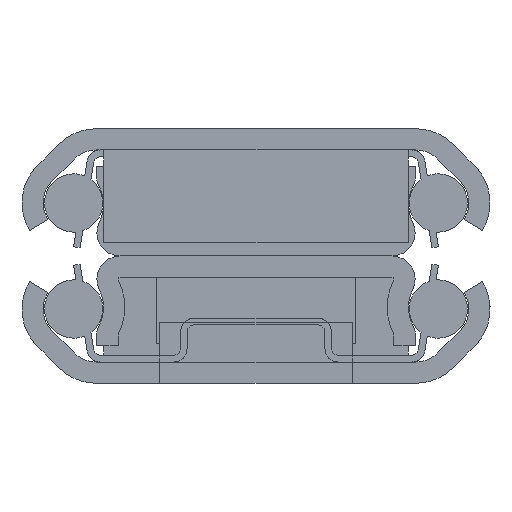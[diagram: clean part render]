
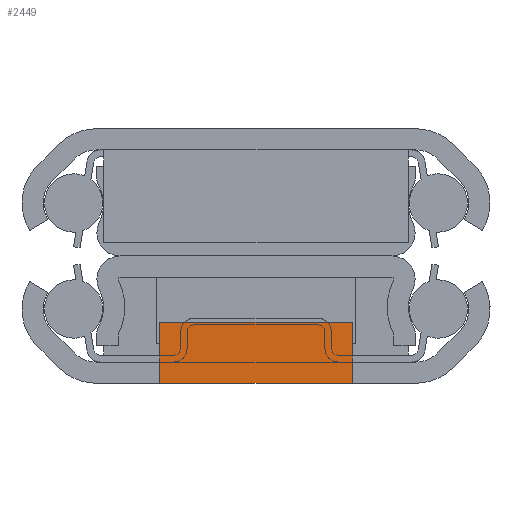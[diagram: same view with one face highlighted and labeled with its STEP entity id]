
A CAD part, left-side view. The second image highlights one B-rep face of the part: STEP entity #2449.
In plain terms, the highlighted face is planar.
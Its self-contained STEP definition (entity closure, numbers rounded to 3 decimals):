
#87 = DIRECTION ( 'NONE',  ( -1., 0., 0. ) ) ;
#190 = CARTESIAN_POINT ( 'NONE',  ( -5., -7.25, 276.4 ) ) ;
#306 = DIRECTION ( 'NONE',  ( -1., 0., 0. ) ) ;
#379 = LINE ( 'NONE', #5059, #4313 ) ;
#467 = ORIENTED_EDGE ( 'NONE', *, *, #2251, .T. ) ;
#472 = CARTESIAN_POINT ( 'NONE',  ( -9.6, 7.25, 276.4 ) ) ;
#696 = CARTESIAN_POINT ( 'NONE',  ( -8., -7.25, 276.4 ) ) ;
#700 = EDGE_CURVE ( 'NONE', #1434, #4902, #804, .T. ) ;
#793 = VERTEX_POINT ( 'NONE', #3149 ) ;
#804 = LINE ( 'NONE', #190, #2418 ) ;
#907 = DIRECTION ( 'NONE',  ( 0., 0., -1. ) ) ;
#917 = DIRECTION ( 'NONE',  ( 0., -1., 0. ) ) ;
#935 = EDGE_CURVE ( 'NONE', #793, #2014, #4235, .T. ) ;
#1041 = EDGE_LOOP ( 'NONE', ( #467, #3041, #4943, #3291, #5744, #5715 ) ) ;
#1301 = LINE ( 'NONE', #696, #4990 ) ;
#1434 = VERTEX_POINT ( 'NONE', #4876 ) ;
#1502 = CARTESIAN_POINT ( 'NONE',  ( -8., 7.25, 276.4 ) ) ;
#1515 = CARTESIAN_POINT ( 'NONE',  ( -5., 7.25, 276.4 ) ) ;
#1906 = AXIS2_PLACEMENT_3D ( 'NONE', #1502, #907, #306 ) ;
#2014 = VERTEX_POINT ( 'NONE', #3416 ) ;
#2134 = LINE ( 'NONE', #1515, #3326 ) ;
#2251 = EDGE_CURVE ( 'NONE', #5229, #4844, #379, .T. ) ;
#2418 = VECTOR ( 'NONE', #5501, 1000. ) ;
#2426 = DIRECTION ( 'NONE',  ( -1., 0., 0. ) ) ;
#2449 = ADVANCED_FACE ( 'NONE', ( #4196 ), #5749, .F. ) ;
#2767 = VECTOR ( 'NONE', #2426, 1000. ) ;
#2843 = VECTOR ( 'NONE', #3680, 1000. ) ;
#3041 = ORIENTED_EDGE ( 'NONE', *, *, #3871, .F. ) ;
#3046 = CARTESIAN_POINT ( 'NONE',  ( -5., 7.25, 276.4 ) ) ;
#3149 = CARTESIAN_POINT ( 'NONE',  ( -5., 7.25, 276.4 ) ) ;
#3291 = ORIENTED_EDGE ( 'NONE', *, *, #5677, .F. ) ;
#3326 = VECTOR ( 'NONE', #917, 1000. ) ;
#3416 = CARTESIAN_POINT ( 'NONE',  ( -8., 7.25, 276.4 ) ) ;
#3680 = DIRECTION ( 'NONE',  ( -1., 0., 0. ) ) ;
#3871 = EDGE_CURVE ( 'NONE', #4902, #4844, #1301, .T. ) ;
#4196 = FACE_OUTER_BOUND ( 'NONE', #1041, .T. ) ;
#4235 = LINE ( 'NONE', #3046, #2767 ) ;
#4271 = CARTESIAN_POINT ( 'NONE',  ( -8., 7.25, 276.4 ) ) ;
#4313 = VECTOR ( 'NONE', #4471, 1000. ) ;
#4471 = DIRECTION ( 'NONE',  ( 0., -1., 0. ) ) ;
#4656 = CARTESIAN_POINT ( 'NONE',  ( -8., -7.25, 276.4 ) ) ;
#4662 = EDGE_CURVE ( 'NONE', #2014, #5229, #4884, .T. ) ;
#4807 = CARTESIAN_POINT ( 'NONE',  ( -9.6, -7.25, 276.4 ) ) ;
#4844 = VERTEX_POINT ( 'NONE', #4807 ) ;
#4876 = CARTESIAN_POINT ( 'NONE',  ( -5., -7.25, 276.4 ) ) ;
#4884 = LINE ( 'NONE', #4271, #2843 ) ;
#4902 = VERTEX_POINT ( 'NONE', #4656 ) ;
#4943 = ORIENTED_EDGE ( 'NONE', *, *, #700, .F. ) ;
#4990 = VECTOR ( 'NONE', #87, 1000. ) ;
#5059 = CARTESIAN_POINT ( 'NONE',  ( -9.6, 7.25, 276.4 ) ) ;
#5229 = VERTEX_POINT ( 'NONE', #472 ) ;
#5501 = DIRECTION ( 'NONE',  ( -1., 0., 0. ) ) ;
#5677 = EDGE_CURVE ( 'NONE', #793, #1434, #2134, .T. ) ;
#5715 = ORIENTED_EDGE ( 'NONE', *, *, #4662, .T. ) ;
#5744 = ORIENTED_EDGE ( 'NONE', *, *, #935, .T. ) ;
#5749 = PLANE ( 'NONE',  #1906 ) ;
